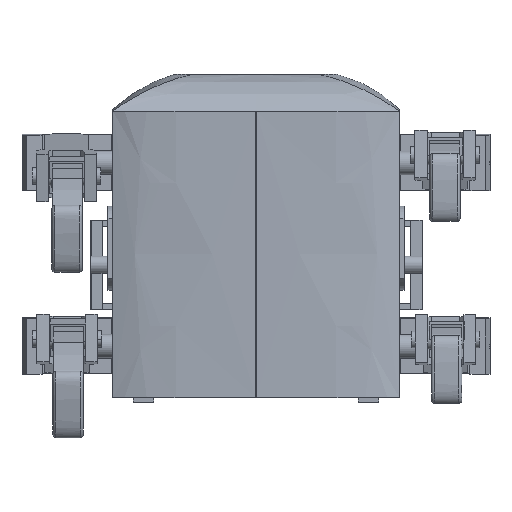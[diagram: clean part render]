
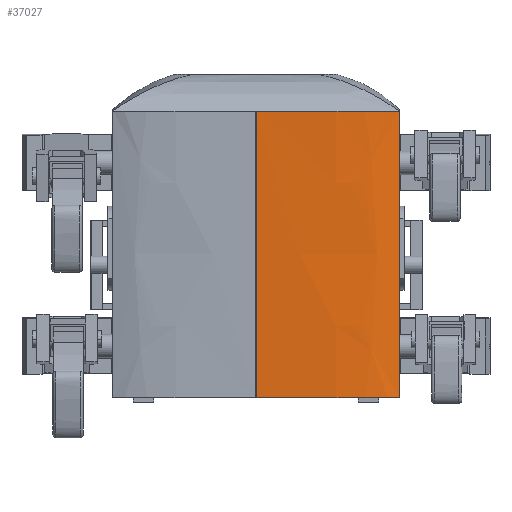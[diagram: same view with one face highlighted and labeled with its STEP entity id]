
A CAD part, front view. The second image highlights one B-rep face of the part: STEP entity #37027.
In plain terms, the highlighted free-form (B-spline) face has degree [2, 1] with [3, 2] control points.
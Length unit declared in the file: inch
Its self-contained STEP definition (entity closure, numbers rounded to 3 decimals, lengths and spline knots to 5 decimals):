
#784 = VERTEX_POINT ( 'NONE', #8747 ) ;
#1145 = CARTESIAN_POINT ( 'NONE',  ( 6.67965, -4.75465, 12. ) ) ;
#1386 = CARTESIAN_POINT ( 'NONE',  ( -2.70543, -4.63232, 12. ) ) ;
#2354 = VERTEX_POINT ( 'NONE', #21451 ) ;
#3185 = ORIENTED_EDGE ( 'NONE', *, *, #34591, .F. ) ;
#3319 = CARTESIAN_POINT ( 'NONE',  ( 6.67965, -4.75465, 12. ) ) ;
#3517 = CARTESIAN_POINT ( 'NONE',  ( -2.70543, -4.63232, 12. ) ) ;
#3717 = CARTESIAN_POINT ( 'NONE',  ( 6.67965, -4.75465, -12. ) ) ;
#4169 = CARTESIAN_POINT ( 'NONE',  ( 9.29457, -3.57655, 12. ) ) ;
#4863 = ORIENTED_EDGE ( 'NONE', *, *, #20492, .F. ) ;
#4894 = LINE ( 'NONE', #10153, #15167 ) ;
#5108 = VECTOR ( 'NONE', #7511, 39.37008 ) ;
#5405 = ORIENTED_EDGE ( 'NONE', *, *, #19751, .T. ) ;
#5835 = EDGE_CURVE ( 'NONE', #25926, #2354, #4894, .T. ) ;
#7511 = DIRECTION ( 'NONE',  ( 0., 0., -1. ) ) ;
#7892 = LINE ( 'NONE', #38715, #5108 ) ;
#8747 = CARTESIAN_POINT ( 'NONE',  ( 9.29457, -3.57655, 12. ) ) ;
#8906 = EDGE_LOOP ( 'NONE', ( #4863, #3185, #5405, #19769 ) ) ;
#10153 = CARTESIAN_POINT ( 'NONE',  ( -2.70543, -4.63232, 12. ) ) ;
#10799 = B_SPLINE_SURFACE_WITH_KNOTS ( 'NONE', 2, 1, ( 
 ( #31343, #27930 ),
 ( #3319, #3717 ),
 ( #3517, #16019 ) ),
 .UNSPECIFIED., .F., .F., .F.,
 ( 3, 3 ),
 ( 2, 2 ),
 ( 0., 1. ),
 ( 0., 1. ),
 .UNSPECIFIED. ) ;
#13435 = CARTESIAN_POINT ( 'NONE',  ( -2.70543, -4.63232, 12. ) ) ;
#15167 = VECTOR ( 'NONE', #37949, 39.37008 ) ;
#15239 = VERTEX_POINT ( 'NONE', #34841 ) ;
#15370 = CARTESIAN_POINT ( 'NONE',  ( 6.67965, -4.75465, -12. ) ) ;
#16019 = CARTESIAN_POINT ( 'NONE',  ( -2.70543, -4.63232, -12. ) ) ;
#16498 = B_SPLINE_CURVE_WITH_KNOTS ( 'NONE', 2,
 ( #4169, #1145, #13435 ),
 .UNSPECIFIED., .F., .F.,
 ( 3, 3 ),
 ( 0., 1. ),
 .UNSPECIFIED. ) ;
#19053 = FACE_OUTER_BOUND ( 'NONE', #8906, .T. ) ;
#19751 = EDGE_CURVE ( 'NONE', #784, #25926, #16498, .T. ) ;
#19769 = ORIENTED_EDGE ( 'NONE', *, *, #5835, .T. ) ;
#20492 = EDGE_CURVE ( 'NONE', #15239, #2354, #30389, .T. ) ;
#21451 = CARTESIAN_POINT ( 'NONE',  ( -2.70543, -4.63232, -12. ) ) ;
#25926 = VERTEX_POINT ( 'NONE', #1386 ) ;
#27930 = CARTESIAN_POINT ( 'NONE',  ( 9.29457, -3.57655, -12. ) ) ;
#30389 = B_SPLINE_CURVE_WITH_KNOTS ( 'NONE', 2,
 ( #34112, #15370, #33910 ),
 .UNSPECIFIED., .F., .F.,
 ( 3, 3 ),
 ( 0., 1. ),
 .UNSPECIFIED. ) ;
#31343 = CARTESIAN_POINT ( 'NONE',  ( 9.29457, -3.57655, 12. ) ) ;
#33910 = CARTESIAN_POINT ( 'NONE',  ( -2.70543, -4.63232, -12. ) ) ;
#34112 = CARTESIAN_POINT ( 'NONE',  ( 9.29457, -3.57655, -12. ) ) ;
#34591 = EDGE_CURVE ( 'NONE', #784, #15239, #7892, .T. ) ;
#34841 = CARTESIAN_POINT ( 'NONE',  ( 9.29457, -3.57655, -12. ) ) ;
#37027 = ADVANCED_FACE ( 'NONE', ( #19053 ), #10799, .T. ) ;
#37949 = DIRECTION ( 'NONE',  ( 0., 0., -1. ) ) ;
#38715 = CARTESIAN_POINT ( 'NONE',  ( 9.29457, -3.57655, 0. ) ) ;
